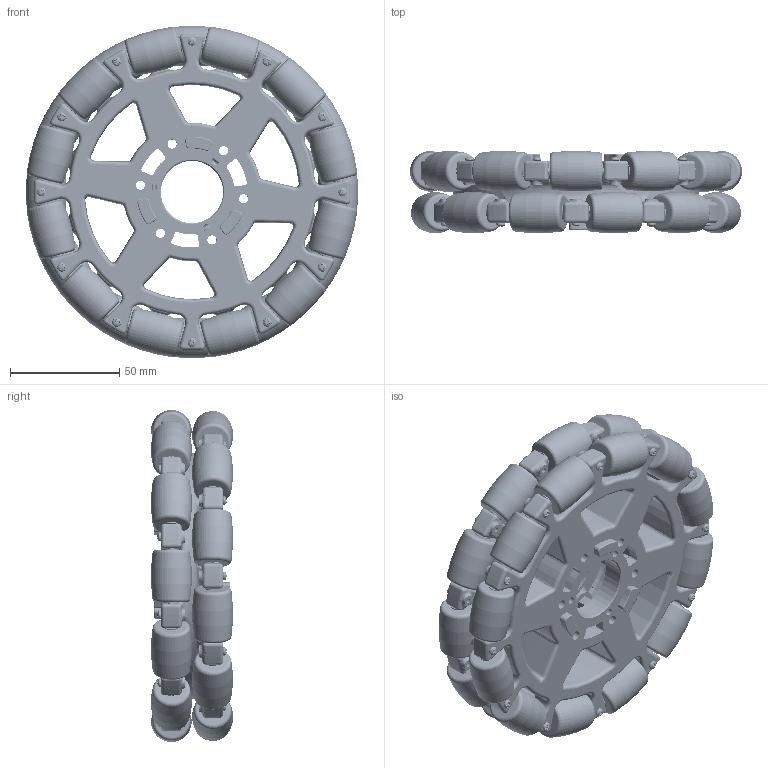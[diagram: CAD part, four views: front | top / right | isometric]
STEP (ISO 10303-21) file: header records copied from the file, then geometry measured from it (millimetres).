
FILE_DESCRIPTION (( 'STEP AP203' ), '1' );
FILE_NAME ('217-2585.20121203.STEP', '2012-12-03T23:06:39', ( 'svradm' ), ( 'Microsoft' ), 'SwSTEP 2.0', 'SolidWorks 2012', '' );
FILE_SCHEMA (( 'CONFIG_CONTROL_DESIGN' ));
Length unit declared in the file: inch
Products named in the file (8): 217-2585.20121203; 217-2584-005 Rev1 A; 90116A020_90116A020; BEAM-0750; 217-2585-004 Rev1; 217-2585-003 Rev2; 217-2585-002 Rev1; 217-2585-001 Rev1
Assembly tree (129 placements, depth 2):
  217-2585.20121203
    217-2585-001 Rev1  x24
    217-2585-002 Rev1
    217-2585-003 Rev2  x2
    217-2585-004 Rev1  x24
    BEAM-0750  x6
    90116A020_90116A020  x24
    217-2584-005 Rev1 A  x48
Bounding box: 152.29 x 37.57 x 152.29 mm (x, y, z)
Volume: 314590.2 mm3; surface area: 179920.6 mm2
Topology: 129 solids, 129 shells, 4913 faces, 12053 edges, 7426 vertices
Faces by surface type: cylinder 1612, plane 1564, torus 1043, bspline 312, cone 214, sphere 168
Entity records: 82770 total; most frequent: CARTESIAN_POINT 26552, DIRECTION 11602, ORIENTED_EDGE 10736, EDGE_CURVE 5368, AXIS2_PLACEMENT_3D 4736, VERTEX_POINT 3269, CIRCLE 2653, EDGE_LOOP 2323
